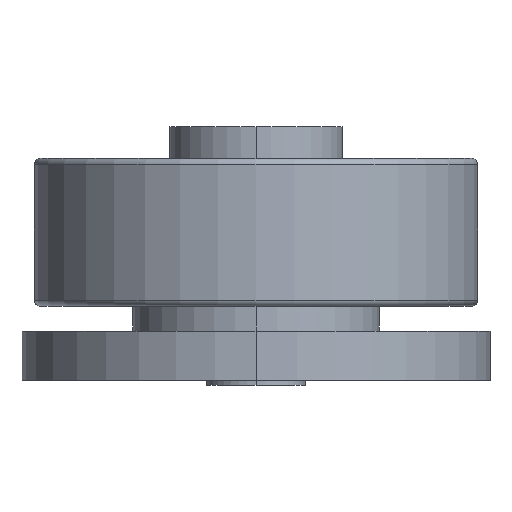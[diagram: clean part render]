
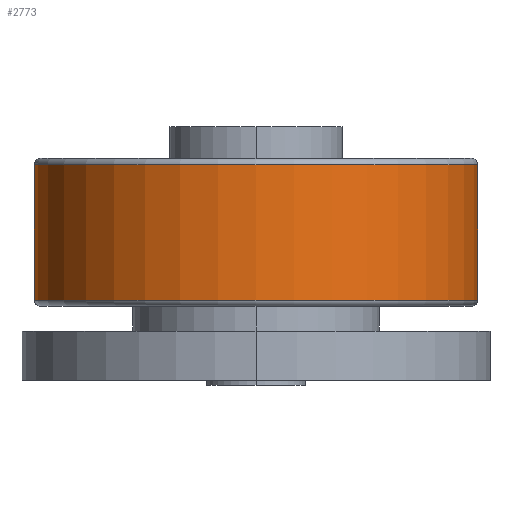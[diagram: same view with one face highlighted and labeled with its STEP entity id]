
A CAD part, front view. The second image highlights one B-rep face of the part: STEP entity #2773.
In plain terms, the highlighted cylindrical face has radius 9 mm (diameter 18 mm), a partial arc.
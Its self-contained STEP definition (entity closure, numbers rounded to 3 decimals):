
#2773=ADVANCED_FACE('',(#4970),#4971,.T.);
#2879=VERTEX_POINT('',#5087);
#2885=VERTEX_POINT('',#5093);
#2895=VERTEX_POINT('',#5103);
#2897=EDGE_CURVE('',#2895,#2879,#5105,.T.);
#2899=VERTEX_POINT('',#5107);
#2903=EDGE_CURVE('',#2885,#2899,#5111,.T.);
#2967=EDGE_CURVE('',#2899,#2895,#5175,.T.);
#2969=EDGE_CURVE('',#2885,#2879,#5177,.T.);
#4970=FACE_OUTER_BOUND('',#7847,.T.);
#4971=CYLINDRICAL_SURFACE('',#7848,9.);
#5087=CARTESIAN_POINT('',(0.5,30.5,3.454));
#5093=CARTESIAN_POINT('',(18.5,30.5,3.454));
#5103=CARTESIAN_POINT('',(0.5,30.5,8.954));
#5105=LINE('',#8019,#8020);
#5107=CARTESIAN_POINT('',(18.5,30.5,8.954));
#5111=LINE('',#8028,#8029);
#5175=CIRCLE('',#8119,9.);
#5177=CIRCLE('',#8122,9.);
#7847=EDGE_LOOP('',(#10467,#10468,#10469,#10470));
#7848=AXIS2_PLACEMENT_3D('',#10471,#10472,#10473);
#8019=CARTESIAN_POINT('',(0.5,30.5,6.204));
#8020=VECTOR('',#10616,1.0);
#8028=CARTESIAN_POINT('',(18.5,30.5,6.204));
#8029=VECTOR('',#10620,1.0);
#8119=AXIS2_PLACEMENT_3D('',#10676,#10677,#10678);
#8122=AXIS2_PLACEMENT_3D('',#10679,#10680,#10681);
#10467=ORIENTED_EDGE('',*,*,#2897,.T.);
#10468=ORIENTED_EDGE('',*,*,#2969,.F.);
#10469=ORIENTED_EDGE('',*,*,#2903,.T.);
#10470=ORIENTED_EDGE('',*,*,#2967,.T.);
#10471=CARTESIAN_POINT('',(9.5,30.5,6.204));
#10472=DIRECTION('',(0.0,0.0,-1.0));
#10473=DIRECTION('',(-1.0,0.0,0.0));
#10616=DIRECTION('',(0.0,0.0,-1.0));
#10620=DIRECTION('',(0.0,-0.0,1.0));
#10676=CARTESIAN_POINT('',(9.5,30.5,8.954));
#10677=DIRECTION('',(0.0,0.0,-1.0));
#10678=DIRECTION('',(-1.0,0.0,0.0));
#10679=CARTESIAN_POINT('',(9.5,30.5,3.454));
#10680=DIRECTION('',(0.0,0.0,-1.0));
#10681=DIRECTION('',(-1.0,0.0,0.0));
